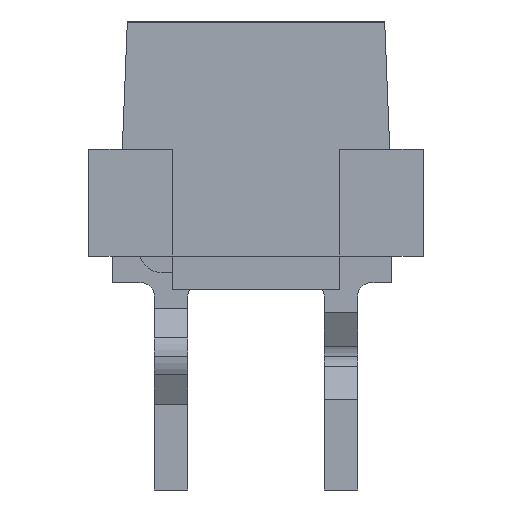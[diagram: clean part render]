
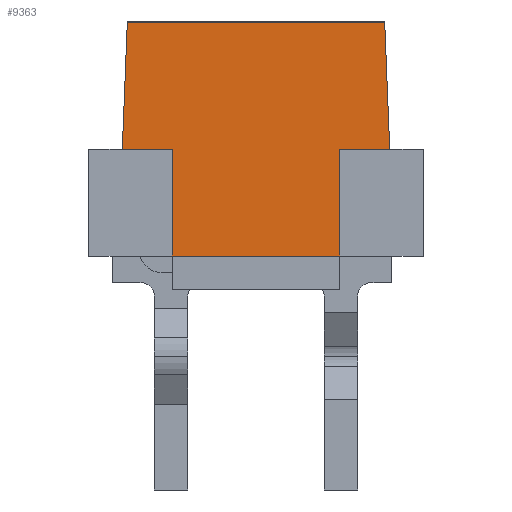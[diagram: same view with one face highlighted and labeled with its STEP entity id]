
A CAD part, left-side view. The second image highlights one B-rep face of the part: STEP entity #9363.
In plain terms, the highlighted planar face has unit normal (-1, 0, 0).
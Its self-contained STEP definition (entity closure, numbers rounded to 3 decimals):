
#6927=CARTESIAN_POINT('',(-5.315,1.25,2.1));
#6928=VERTEX_POINT('',#6927);
#6935=CARTESIAN_POINT('',(-5.315,2.,2.1));
#6936=VERTEX_POINT('',#6935);
#6937=CARTESIAN_POINT('',(-5.315,2.,2.1));
#6938=DIRECTION('',(0.0,-1.0,0.0));
#6939=VECTOR('',#6938,0.75);
#6940=LINE('',#6937,#6939);
#6941=EDGE_CURVE('',#6936,#6928,#6940,.T.);
#6958=CARTESIAN_POINT('',(-5.315,1.925,4.));
#6959=VERTEX_POINT('',#6958);
#6960=CARTESIAN_POINT('',(-5.315,1.925,4.));
#6961=DIRECTION('',(0.0,0.039,-0.999));
#6962=VECTOR('',#6961,1.901);
#6963=LINE('',#6960,#6962);
#6964=EDGE_CURVE('',#6959,#6936,#6963,.T.);
#6983=CARTESIAN_POINT('',(-5.315,-1.925,4.));
#6984=VERTEX_POINT('',#6983);
#6985=CARTESIAN_POINT('',(-5.315,-1.925,4.));
#6986=DIRECTION('',(0.0,1.0,0.0));
#6987=VECTOR('',#6986,3.85);
#6988=LINE('',#6985,#6987);
#6989=EDGE_CURVE('',#6984,#6959,#6988,.T.);
#8592=CARTESIAN_POINT('',(-5.315,-2.,2.1));
#8593=VERTEX_POINT('',#8592);
#8594=CARTESIAN_POINT('',(-5.315,-2.,2.1));
#8595=DIRECTION('',(0.,0.039,0.999));
#8596=VECTOR('',#8595,1.901);
#8597=LINE('',#8594,#8596);
#8598=EDGE_CURVE('',#8593,#6984,#8597,.T.);
#8615=CARTESIAN_POINT('',(-5.315,-1.25,2.1));
#8616=VERTEX_POINT('',#8615);
#8617=CARTESIAN_POINT('',(-5.315,-2.,2.1));
#8618=DIRECTION('',(0.0,1.0,0.0));
#8619=VECTOR('',#8618,0.75);
#8620=LINE('',#8617,#8619);
#8621=EDGE_CURVE('',#8593,#8616,#8620,.T.);
#8696=CARTESIAN_POINT('',(-5.315,-1.25,0.5));
#8697=VERTEX_POINT('',#8696);
#8711=CARTESIAN_POINT('',(-5.315,-1.25,0.5));
#8712=DIRECTION('',(0.0,0.0,1.0));
#8713=VECTOR('',#8712,1.6);
#8714=LINE('',#8711,#8713);
#8715=EDGE_CURVE('',#8697,#8616,#8714,.T.);
#8727=CARTESIAN_POINT('',(-5.315,1.25,0.5));
#8728=VERTEX_POINT('',#8727);
#8790=CARTESIAN_POINT('',(-5.315,1.25,0.5));
#8791=DIRECTION('',(0.0,-1.0,0.0));
#8792=VECTOR('',#8791,2.5);
#8793=LINE('',#8790,#8792);
#8794=EDGE_CURVE('',#8728,#8697,#8793,.T.);
#9343=CARTESIAN_POINT('',(-5.315,2.2,0.325));
#9344=DIRECTION('',(-1.0,0.0,0.0));
#9345=DIRECTION('',(0.0,-1.0,0.0));
#9346=AXIS2_PLACEMENT_3D('',#9343,#9344,#9345);
#9347=PLANE('',#9346);
#9348=CARTESIAN_POINT('',(-5.315,1.25,2.1));
#9349=DIRECTION('',(0.0,0.0,-1.0));
#9350=VECTOR('',#9349,1.6);
#9351=LINE('',#9348,#9350);
#9352=EDGE_CURVE('',#6928,#8728,#9351,.T.);
#9353=ORIENTED_EDGE('',*,*,#9352,.T.);
#9354=ORIENTED_EDGE('',*,*,#8794,.T.);
#9355=ORIENTED_EDGE('',*,*,#8715,.T.);
#9356=ORIENTED_EDGE('',*,*,#8621,.F.);
#9357=ORIENTED_EDGE('',*,*,#8598,.T.);
#9358=ORIENTED_EDGE('',*,*,#6989,.T.);
#9359=ORIENTED_EDGE('',*,*,#6964,.T.);
#9360=ORIENTED_EDGE('',*,*,#6941,.T.);
#9361=EDGE_LOOP('',(#9353,#9354,#9355,#9356,#9357,#9358,#9359,#9360));
#9362=FACE_OUTER_BOUND('',#9361,.T.);
#9363=ADVANCED_FACE('',(#9362),#9347,.T.);
